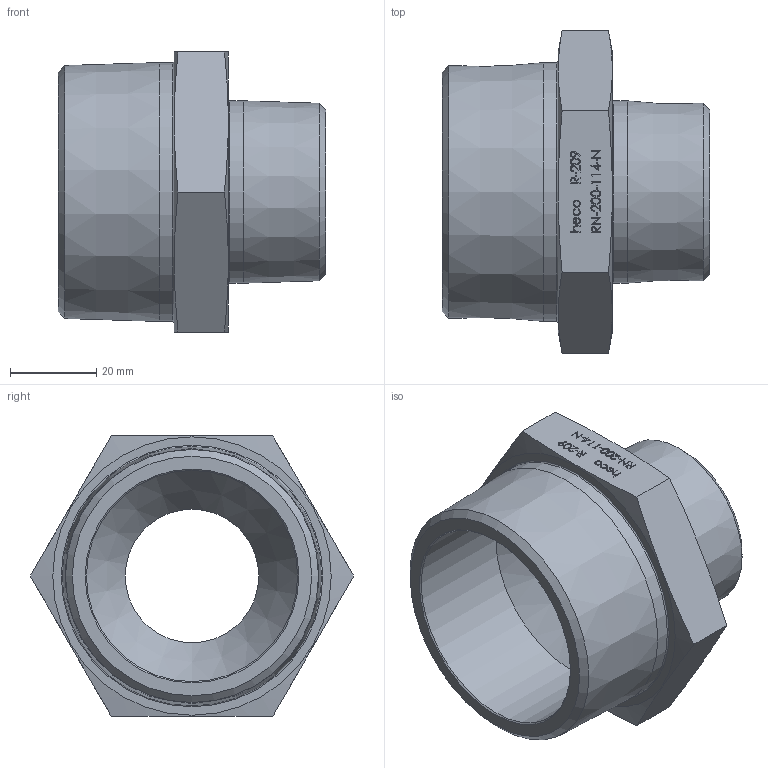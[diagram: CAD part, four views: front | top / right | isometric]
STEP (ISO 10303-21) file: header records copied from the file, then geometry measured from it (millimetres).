
FILE_DESCRIPTION (( 'STEP AP214' ), '1' );
FILE_NAME ('heco RN-200-114-N R-209 2011.STEP', '2020-11-04T15:22:29', ( '' ), ( '' ), 'SwSTEP 2.0', 'SolidWorks 2019', '' );
FILE_SCHEMA (( 'AUTOMOTIVE_DESIGN' ));
Length unit declared in the file: millimetre
Products named in the file (1): heco RN-200-114-N R-209 2011
Bounding box: 62 x 75.06 x 65.01 mm (x, y, z)
Volume: 69530.5 mm3; surface area: 22945.2 mm2
Topology: 1 solids, 1 shells, 259 faces, 669 edges, 444 vertices
Faces by surface type: plane 151, bspline 93, cone 9, cylinder 4, torus 2
Full cylindrical faces by diameter (mm): 31 x1, 42.31 x1, 49 x1, 60.083 x1
Entity records: 15891 total; most frequent: CARTESIAN_POINT 7795, ORIENTED_EDGE 1296, DIRECTION 802, EDGE_CURVE 648, VERTEX_POINT 438, LINE 432, VECTOR 432, EDGE_LOOP 308
